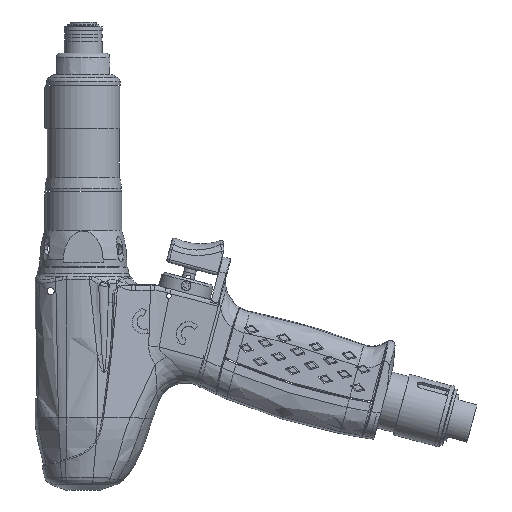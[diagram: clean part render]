
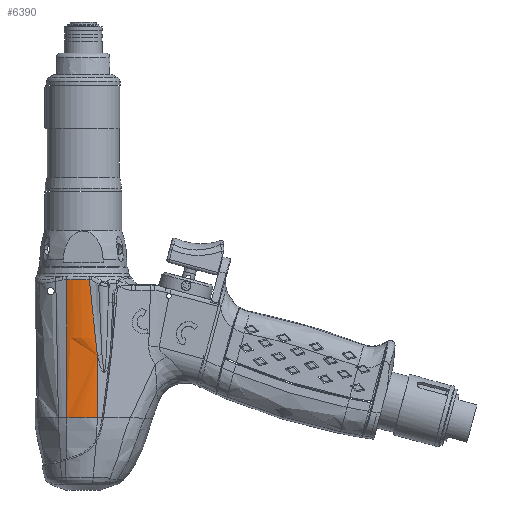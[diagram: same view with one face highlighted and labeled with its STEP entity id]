
A CAD part, left-side view. The second image highlights one B-rep face of the part: STEP entity #6390.
In plain terms, the highlighted free-form (B-spline) face has degree [3, 3] with [9, 5] control points.
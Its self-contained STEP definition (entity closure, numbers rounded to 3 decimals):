
#210=CARTESIAN_POINT('',(-19.842,-2.509,
-7.768));
#234=CARTESIAN_POINT('',(-19.842,-2.509,
-7.768));
#235=CARTESIAN_POINT('',(-19.819,-2.695,
-10.26));
#236=CARTESIAN_POINT('',(-19.765,-3.08,
-15.08));
#237=CARTESIAN_POINT('',(-19.66,-3.693,
-21.802));
#238=CARTESIAN_POINT('',(-19.526,-4.349,
-28.06));
#239=CARTESIAN_POINT('',(-19.356,-5.055,
-33.865));
#240=CARTESIAN_POINT('',(-19.21,-5.572,
-37.441));
#241=CARTESIAN_POINT('',(-19.126,-5.848,
-39.153));
#1852=DIRECTION('',(0.,0.,-1.));
#1853=VECTOR('',#1852,57.232);
#1854=CARTESIAN_POINT('',(-18.794,6.84,
-7.768));
#1855=LINE('',#1854,#1853);
#1856=CARTESIAN_POINT('',(-18.794,6.84,
-65.));
#1884=CARTESIAN_POINT('',(-19.842,-2.509,
-7.768));
#1885=CARTESIAN_POINT('',(-19.89,-2.133,
-7.768));
#1886=CARTESIAN_POINT('',(-19.968,-1.351,
-7.769));
#1887=CARTESIAN_POINT('',(-20.015,-0.082,
-7.769));
#1888=CARTESIAN_POINT('',(-19.977,1.23,
-7.767));
#1889=CARTESIAN_POINT('',(-19.854,2.537,
-7.769));
#1890=CARTESIAN_POINT('',(-19.65,3.789,
-7.767));
#1891=CARTESIAN_POINT('',(-19.391,4.942,
-7.768));
#1892=CARTESIAN_POINT('',(-19.094,5.982,
-7.768));
#1893=CARTESIAN_POINT('',(-18.892,6.57,
-7.768));
#1894=CARTESIAN_POINT('',(-18.794,6.84,
-7.768));
#1915=CARTESIAN_POINT('',(-19.126,-5.848,
-39.153));
#1916=CARTESIAN_POINT('',(-19.126,-5.848,
-43.473));
#1917=CARTESIAN_POINT('',(-19.127,-5.845,
-52.1));
#1918=CARTESIAN_POINT('',(-19.127,-5.845,-60.704));
#1919=CARTESIAN_POINT('',(-19.126,-5.847,-65.));
#1921=CARTESIAN_POINT('',(-19.126,-5.847,-65.));
#1922=CARTESIAN_POINT('',(-19.276,-5.356,
-65.));
#1923=CARTESIAN_POINT('',(-19.558,-4.286,
-65.002));
#1924=CARTESIAN_POINT('',(-19.837,-2.712,
-64.999));
#1925=CARTESIAN_POINT('',(-19.99,-1.104,
-65.001));
#1926=CARTESIAN_POINT('',(-20.016,0.506,
-64.999));
#1927=CARTESIAN_POINT('',(-19.908,2.112,
-65.004));
#1928=CARTESIAN_POINT('',(-19.675,3.712,
-64.998));
#1929=CARTESIAN_POINT('',(-19.311,5.286,
-65.002));
#1930=CARTESIAN_POINT('',(-18.977,6.336,
-64.998));
#1931=CARTESIAN_POINT('',(-18.794,6.84,
-65.));
#2243=CARTESIAN_POINT('',(-19.126,-5.848,
-39.153));
#2672=VERTEX_POINT('',#2243);
#2675=VERTEX_POINT('',#1919);
#2743=VERTEX_POINT('',#1856);
#2826=VERTEX_POINT('',#210);
#2828=VERTEX_POINT('',#1894);
#6337=CARTESIAN_POINT('',(-19.089,-5.968,
-7.195));
#6338=CARTESIAN_POINT('',(-19.09,-5.963,
-15.485));
#6339=CARTESIAN_POINT('',(-19.095,-5.949,
-35.013));
#6340=CARTESIAN_POINT('',(-19.101,-5.93,
-54.422));
#6341=CARTESIAN_POINT('',(-19.105,-5.917,
-65.575));
#6342=CARTESIAN_POINT('',(-19.304,-5.28,
-7.195));
#6343=CARTESIAN_POINT('',(-19.296,-5.304,
-15.485));
#6344=CARTESIAN_POINT('',(-19.274,-5.373,
-35.013));
#6345=CARTESIAN_POINT('',(-19.245,-5.464,
-54.422));
#6346=CARTESIAN_POINT('',(-19.226,-5.527,
-65.575));
#6347=CARTESIAN_POINT('',(-19.623,-4.013,
-7.195));
#6348=CARTESIAN_POINT('',(-19.609,-4.076,
-15.485));
#6349=CARTESIAN_POINT('',(-19.569,-4.255,
-35.013));
#6350=CARTESIAN_POINT('',(-19.506,-4.506,
-54.422));
#6351=CARTESIAN_POINT('',(-19.464,-4.673,
-65.575));
#6352=CARTESIAN_POINT('',(-19.982,-1.701,
-7.195));
#6353=CARTESIAN_POINT('',(-19.974,-1.795,
-15.485));
#6354=CARTESIAN_POINT('',(-19.947,-2.063,
-35.013));
#6355=CARTESIAN_POINT('',(-19.9,-2.441,
-54.422));
#6356=CARTESIAN_POINT('',(-19.866,-2.695,
-65.575));
#6357=CARTESIAN_POINT('',(-20.053,0.884,
-7.195));
#6358=CARTESIAN_POINT('',(-20.06,0.819,
-15.485));
#6359=CARTESIAN_POINT('',(-20.077,0.627,
-35.013));
#6360=CARTESIAN_POINT('',(-20.095,0.346,
-54.422));
#6361=CARTESIAN_POINT('',(-20.106,0.153,
-65.575));
#6362=CARTESIAN_POINT('',(-19.768,3.31,
-7.195));
#6363=CARTESIAN_POINT('',(-19.771,3.301,
-15.485));
#6364=CARTESIAN_POINT('',(-19.78,3.266,
-35.013));
#6365=CARTESIAN_POINT('',(-19.799,3.194,
-54.422));
#6366=CARTESIAN_POINT('',(-19.812,3.141,
-65.575));
#6367=CARTESIAN_POINT('',(-19.302,5.322,
-7.195));
#6368=CARTESIAN_POINT('',(-19.299,5.334,
-15.485));
#6369=CARTESIAN_POINT('',(-19.293,5.36,
-35.013));
#6370=CARTESIAN_POINT('',(-19.286,5.385,
-54.422));
#6371=CARTESIAN_POINT('',(-19.282,5.397,
-65.575));
#6372=CARTESIAN_POINT('',(-18.964,6.385,
-7.195));
#6373=CARTESIAN_POINT('',(-18.961,6.393,
-15.485));
#6374=CARTESIAN_POINT('',(-18.952,6.415,
-35.013));
#6375=CARTESIAN_POINT('',(-18.946,6.431,
-54.422));
#6376=CARTESIAN_POINT('',(-18.941,6.443,
-65.575));
#6377=CARTESIAN_POINT('',(-18.749,6.962,
-7.195));
#6378=CARTESIAN_POINT('',(-18.75,6.96,
-15.485));
#6379=CARTESIAN_POINT('',(-18.752,6.954,
-35.013));
#6380=CARTESIAN_POINT('',(-18.754,6.95,
-54.422));
#6381=CARTESIAN_POINT('',(-18.755,6.947,
-65.575));
#6382=B_SPLINE_SURFACE_WITH_KNOTS('',3,3,((#6337,#6338,#6339,#6340,#6341),
(#6342,#6343,#6344,#6345,#6346),(#6347,#6348,#6349,#6350,#6351),(#6352,#6353,
#6354,#6355,#6356),(#6357,#6358,#6359,#6360,#6361),(#6362,#6363,#6364,#6365,
#6366),(#6367,#6368,#6369,#6370,#6371),(#6372,#6373,#6374,#6375,#6376),(#6377,
#6378,#6379,#6380,#6381)),.UNSPECIFIED.,.F.,.F.,.F.,(4,1,1,1,1,1,4),(4,1,4),(
-0.008,0.125,0.25,0.5,0.75,0.875,1.009),(
5.332,30.866,65.639),.UNSPECIFIED.);
#6383=ORIENTED_EDGE('',*,*,#6322,.F.);
#6384=ORIENTED_EDGE('',*,*,#3319,.T.);
#6385=ORIENTED_EDGE('',*,*,#4711,.T.);
#6386=ORIENTED_EDGE('',*,*,#4853,.T.);
#6387=ORIENTED_EDGE('',*,*,#6226,.F.);
#6388=EDGE_LOOP('',(#6383,#6384,#6385,#6386,#6387));
#6389=FACE_OUTER_BOUND('',#6388,.F.);
#6390=ADVANCED_FACE('',(#6389),#6382,.T.);
#242=B_SPLINE_CURVE_WITH_KNOTS('',3,(#234,#235,#236,#237,#238,#239,#240,#241),
.UNSPECIFIED.,.F.,.F.,(4,1,1,1,1,4),(0.,0.2,0.4,0.6,0.8,1.),
.UNSPECIFIED.);
#1895=B_SPLINE_CURVE_WITH_KNOTS('',3,(#1884,#1885,#1886,#1887,#1888,#1889,#1890,
#1891,#1892,#1893,#1894),.UNSPECIFIED.,.F.,.F.,(4,1,1,1,1,1,1,1,4),(0.,
0.125,0.25,0.375,0.5,0.625,0.75,0.875,1.),.UNSPECIFIED.);
#1920=B_SPLINE_CURVE_WITH_KNOTS('',3,(#1915,#1916,#1917,#1918,#1919),
.UNSPECIFIED.,.F.,.F.,(4,1,4),(0.,0.5,1.),.UNSPECIFIED.);
#1932=B_SPLINE_CURVE_WITH_KNOTS('',3,(#1921,#1922,#1923,#1924,#1925,#1926,#1927,
#1928,#1929,#1930,#1931),.UNSPECIFIED.,.F.,.F.,(4,1,1,1,1,1,1,1,4),(0.,
0.125,0.25,0.375,0.5,0.625,0.75,0.875,1.),.UNSPECIFIED.);
#3319=EDGE_CURVE('',#2826,#2672,#242,.T.);
#4711=EDGE_CURVE('',#2672,#2675,#1920,.T.);
#4853=EDGE_CURVE('',#2675,#2743,#1932,.T.);
#6226=EDGE_CURVE('',#2828,#2743,#1855,.T.);
#6322=EDGE_CURVE('',#2826,#2828,#1895,.T.);
